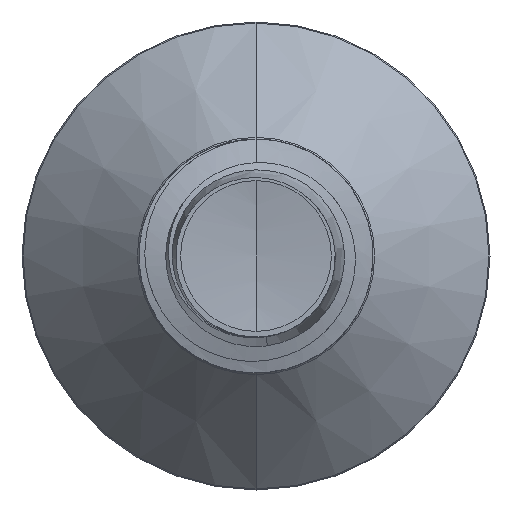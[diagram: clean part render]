
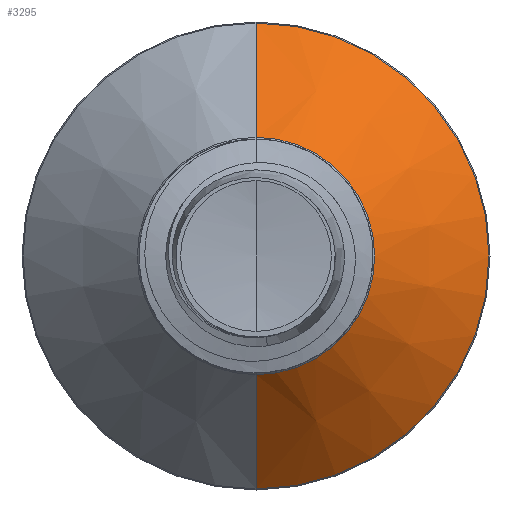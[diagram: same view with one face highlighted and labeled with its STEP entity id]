
A CAD part, front view. The second image highlights one B-rep face of the part: STEP entity #3295.
In plain terms, the highlighted conical face has half-angle 45 degrees and reference radius 1.522 mm.
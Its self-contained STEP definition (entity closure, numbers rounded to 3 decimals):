
#424 = DIRECTION ( 'NONE',  ( 0., 0., 1. ) ) ;
#555 = EDGE_LOOP ( 'NONE', ( #16817, #4042, #7903, #15901 ) ) ;
#598 = FACE_OUTER_BOUND ( 'NONE', #555, .T. ) ;
#1139 = CARTESIAN_POINT ( 'NONE',  ( 0., 5.472, -1.522 ) ) ;
#1945 = AXIS2_PLACEMENT_3D ( 'NONE', #6262, #18300, #9331 ) ;
#2370 = VERTEX_POINT ( 'NONE', #5460 ) ;
#2495 = CIRCLE ( 'NONE', #7533, 1.522 ) ;
#3290 = DIRECTION ( 'NONE',  ( 0., 0.707, 0.707 ) ) ;
#3295 = ADVANCED_FACE ( 'NONE', ( #598 ), #7830, .T. ) ;
#3814 = DIRECTION ( 'NONE',  ( 0., 1., 0. ) ) ;
#4042 = ORIENTED_EDGE ( 'NONE', *, *, #10140, .T. ) ;
#4269 = VERTEX_POINT ( 'NONE', #16135 ) ;
#4448 = LINE ( 'NONE', #6358, #8522 ) ;
#4874 = DIRECTION ( 'NONE',  ( 0., 0.707, -0.707 ) ) ;
#5460 = CARTESIAN_POINT ( 'NONE',  ( 0., 5.472, 1.522 ) ) ;
#5516 = EDGE_CURVE ( 'NONE', #4269, #12822, #13486, .T. ) ;
#6262 = CARTESIAN_POINT ( 'NONE',  ( 0., 5.472, 0. ) ) ;
#6358 = CARTESIAN_POINT ( 'NONE',  ( 0., 5.472, -1.522 ) ) ;
#7055 = VECTOR ( 'NONE', #3290, 1000. ) ;
#7533 = AXIS2_PLACEMENT_3D ( 'NONE', #12911, #3814, #14428 ) ;
#7830 = CONICAL_SURFACE ( 'NONE', #1945, 1.522, 0.785 ) ;
#7903 = ORIENTED_EDGE ( 'NONE', *, *, #5516, .F. ) ;
#8522 = VECTOR ( 'NONE', #4874, 1000. ) ;
#9331 = DIRECTION ( 'NONE',  ( 0., 0., 1. ) ) ;
#9622 = DIRECTION ( 'NONE',  ( 0., 1., 0. ) ) ;
#10140 = EDGE_CURVE ( 'NONE', #11187, #12822, #4448, .T. ) ;
#10346 = CARTESIAN_POINT ( 'NONE',  ( 0., 6.937, -2.987 ) ) ;
#11187 = VERTEX_POINT ( 'NONE', #1139 ) ;
#12409 = CARTESIAN_POINT ( 'NONE',  ( 0., 5.472, 1.522 ) ) ;
#12822 = VERTEX_POINT ( 'NONE', #10346 ) ;
#12911 = CARTESIAN_POINT ( 'NONE',  ( 0., 5.472, 0. ) ) ;
#13486 = CIRCLE ( 'NONE', #19178, 2.987 ) ;
#14428 = DIRECTION ( 'NONE',  ( 0., 0., 1. ) ) ;
#14795 = EDGE_CURVE ( 'NONE', #2370, #11187, #2495, .T. ) ;
#15068 = LINE ( 'NONE', #12409, #7055 ) ;
#15901 = ORIENTED_EDGE ( 'NONE', *, *, #18631, .F. ) ;
#16135 = CARTESIAN_POINT ( 'NONE',  ( 0., 6.937, 2.987 ) ) ;
#16817 = ORIENTED_EDGE ( 'NONE', *, *, #14795, .T. ) ;
#18300 = DIRECTION ( 'NONE',  ( 0., 1., 0. ) ) ;
#18583 = CARTESIAN_POINT ( 'NONE',  ( 0., 6.937, 0. ) ) ;
#18631 = EDGE_CURVE ( 'NONE', #2370, #4269, #15068, .T. ) ;
#19178 = AXIS2_PLACEMENT_3D ( 'NONE', #18583, #9622, #424 ) ;
